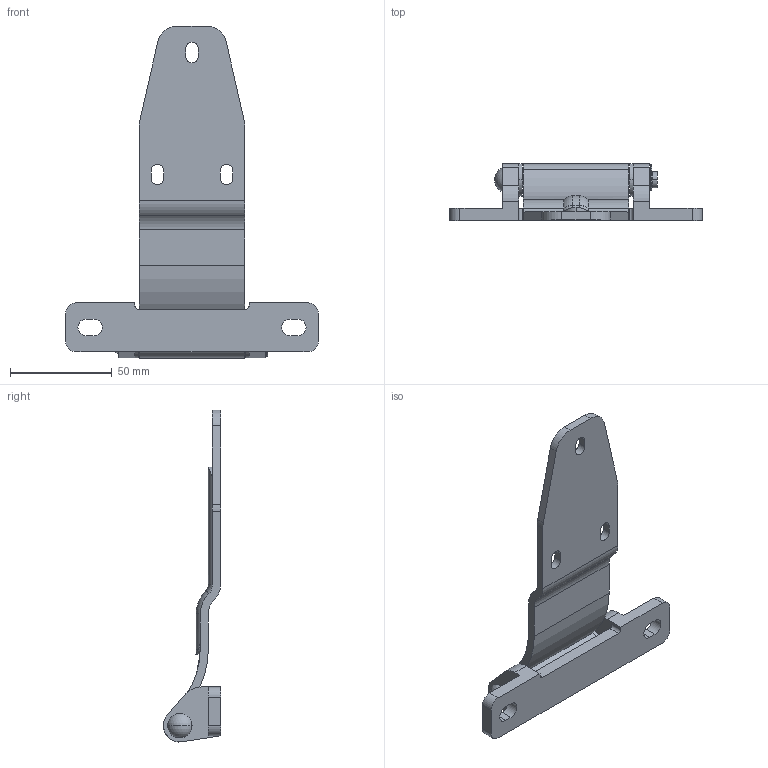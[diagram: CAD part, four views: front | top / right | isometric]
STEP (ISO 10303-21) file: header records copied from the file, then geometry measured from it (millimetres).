
FILE_DESCRIPTION (( 'STEP AP203' ), '1' );
FILE_NAME ('sone3D.STEP', '2014-09-26T05:33:16', ( '' ), ( '' ), 'SwSTEP 2.0', 'SolidWorks 2012', '' );
FILE_SCHEMA (( 'CONFIG_CONTROL_DESIGN' ));
Length unit declared in the file: millimetre
Products named in the file (6): FB-809ヒンジ受_; FB-809ヒンジ_; FB-809シャフト_; FB-809平座金_平座金; 兂6梡E宍巭傔椫_B27.8M - 3EM1-6; sone3D
Assembly tree (6 placements, depth 2):
  sone3D
    FB-809ヒンジ受_
    FB-809ヒンジ_
    FB-809シャフト_
    兂6梡E宍巭傔椫_B27.8M - 3EM1-6
    FB-809平座金_平座金  x2
Bounding box: 124 x 28.04 x 163.03 mm (x, y, z)
Volume: 65114.2 mm3; surface area: 33377.5 mm2
Topology: 6 solids, 6 shells, 157 faces, 405 edges, 263 vertices
Faces by surface type: cylinder 85, plane 64, torus 4, bspline 2, sphere 2
Entity records: 5455 total; most frequent: CARTESIAN_POINT 936, DIRECTION 857, ORIENTED_EDGE 786, EDGE_CURVE 393, AXIS2_PLACEMENT_3D 318, VERTEX_POINT 255, VECTOR 221, LINE 221
